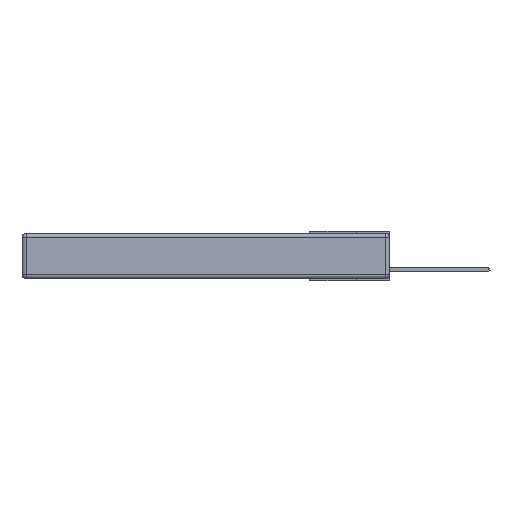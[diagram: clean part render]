
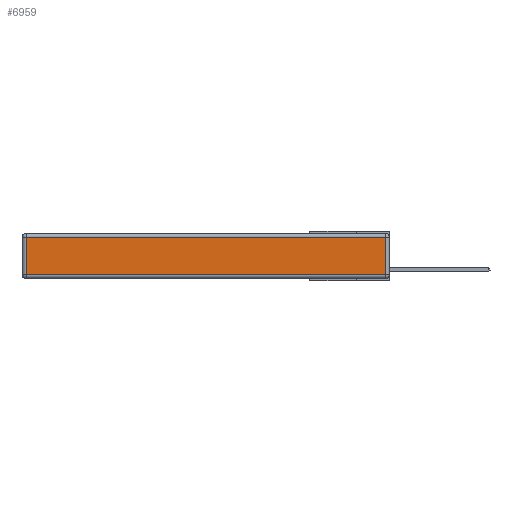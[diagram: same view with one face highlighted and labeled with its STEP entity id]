
A CAD part, left-side view. The second image highlights one B-rep face of the part: STEP entity #6959.
In plain terms, the highlighted planar face has unit normal (-1, 0, 0).
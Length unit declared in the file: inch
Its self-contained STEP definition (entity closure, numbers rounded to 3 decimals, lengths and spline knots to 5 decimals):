
#381 = ORIENTED_EDGE ( 'NONE', *, *, #12264, .T. ) ;
#658 = CARTESIAN_POINT ( 'NONE',  ( 0., 2.72, -0.343 ) ) ;
#719 = ORIENTED_EDGE ( 'NONE', *, *, #2496, .T. ) ;
#1170 = EDGE_LOOP ( 'NONE', ( #381, #9099, #6850, #719 ) ) ;
#1242 = CARTESIAN_POINT ( 'NONE',  ( 0., 0.03, -0.343 ) ) ;
#1470 = DIRECTION ( 'NONE',  ( 0., -1., 0. ) ) ;
#1590 = CARTESIAN_POINT ( 'NONE',  ( 0., 0.03, -0.03 ) ) ;
#1717 = VECTOR ( 'NONE', #1470, 39.37008 ) ;
#2135 = DIRECTION ( 'NONE',  ( 0., 0., 1. ) ) ;
#2496 = EDGE_CURVE ( 'NONE', #3114, #4907, #15343, .T. ) ;
#2841 = EDGE_CURVE ( 'NONE', #3030, #3114, #9046, .T. ) ;
#2903 = LINE ( 'NONE', #1242, #5709 ) ;
#3030 = VERTEX_POINT ( 'NONE', #1590 ) ;
#3114 = VERTEX_POINT ( 'NONE', #4146 ) ;
#3415 = PLANE ( 'NONE',  #12793 ) ;
#3472 = DIRECTION ( 'NONE',  ( -1., 0., 0. ) ) ;
#4146 = CARTESIAN_POINT ( 'NONE',  ( 0., 2.72, -0.03 ) ) ;
#4861 = DIRECTION ( 'NONE',  ( 0., 1., 0. ) ) ;
#4907 = VERTEX_POINT ( 'NONE', #10013 ) ;
#5370 = CARTESIAN_POINT ( 'NONE',  ( 0., 0., -0.313 ) ) ;
#5709 = VECTOR ( 'NONE', #14062, 39.37008 ) ;
#6850 = ORIENTED_EDGE ( 'NONE', *, *, #2841, .T. ) ;
#6959 = ADVANCED_FACE ( 'NONE', ( #10875 ), #3415, .T. ) ;
#8445 = VECTOR ( 'NONE', #4861, 39.37008 ) ;
#8506 = VECTOR ( 'NONE', #14736, 39.37008 ) ;
#9046 = LINE ( 'NONE', #13495, #8445 ) ;
#9099 = ORIENTED_EDGE ( 'NONE', *, *, #12162, .T. ) ;
#10013 = CARTESIAN_POINT ( 'NONE',  ( 0., 2.72, -0.313 ) ) ;
#10875 = FACE_OUTER_BOUND ( 'NONE', #1170, .T. ) ;
#12162 = EDGE_CURVE ( 'NONE', #14300, #3030, #2903, .T. ) ;
#12264 = EDGE_CURVE ( 'NONE', #4907, #14300, #13941, .T. ) ;
#12793 = AXIS2_PLACEMENT_3D ( 'NONE', #14965, #3472, #2135 ) ;
#13224 = CARTESIAN_POINT ( 'NONE',  ( 0., 0.03, -0.313 ) ) ;
#13495 = CARTESIAN_POINT ( 'NONE',  ( 0., 2.75, -0.03 ) ) ;
#13941 = LINE ( 'NONE', #5370, #1717 ) ;
#14062 = DIRECTION ( 'NONE',  ( 0., 0., 1. ) ) ;
#14300 = VERTEX_POINT ( 'NONE', #13224 ) ;
#14736 = DIRECTION ( 'NONE',  ( 0., 0., -1. ) ) ;
#14965 = CARTESIAN_POINT ( 'NONE',  ( 0., 0., -0.343 ) ) ;
#15343 = LINE ( 'NONE', #658, #8506 ) ;
